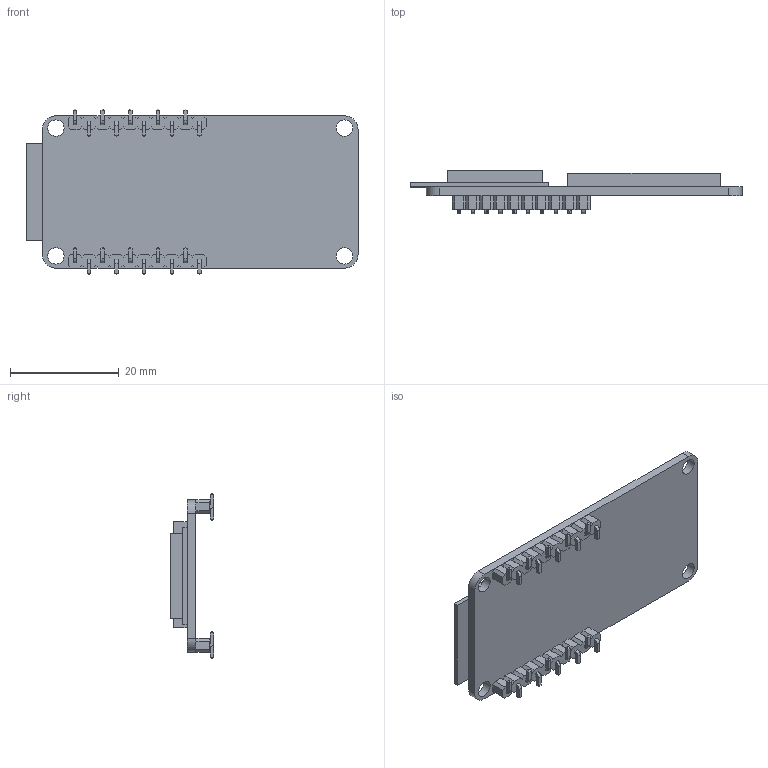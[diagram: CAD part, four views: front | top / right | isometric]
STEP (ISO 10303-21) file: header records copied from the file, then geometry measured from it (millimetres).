
FILE_DESCRIPTION(/* description */ (''),/* implementation_level */ '2;1');
FILE_NAME(/* name */ 'D-Duino v4.step',/* time_stamp */ '2018-08-17T16:20:29+03:00',/* author */ ('valters.melnalksnis'),/* organization */ (''),/* preprocessor_version */ 'ST-DEVELOPER v17',/* originating_system */ 'Autodesk Translation Framework v7.1.0.215',/* authorisation */ '');
FILE_SCHEMA (('AUTOMOTIVE_DESIGN { 1 0 10303 214 3 1 1 }'));
Length unit declared in the file: millimetre
Products named in the file (7): D-Duino; PCB; Header; Component1; Component2; Display; ESP32-Wroom
Assembly tree (16 placements, depth 3):
  D-Duino
    PCB
    Header  x2
      Component1
      Component2
    Display
    ESP32-Wroom
Bounding box: 61 x 8 x 30.4 mm (x, y, z)
Volume: 5185.8 mm3; surface area: 6757.1 mm2
Topology: 25 solids, 25 shells, 424 faces, 1036 edges, 664 vertices
Faces by surface type: plane 356, cylinder 68
Full cylindrical faces by diameter (mm): 1 x20, 3 x4
Entity records: 4572 total; most frequent: CARTESIAN_POINT 748, DIRECTION 728, ORIENTED_EDGE 712, EDGE_CURVE 356, LINE 296, VECTOR 296, VERTEX_POINT 236, AXIS2_PLACEMENT_3D 216
